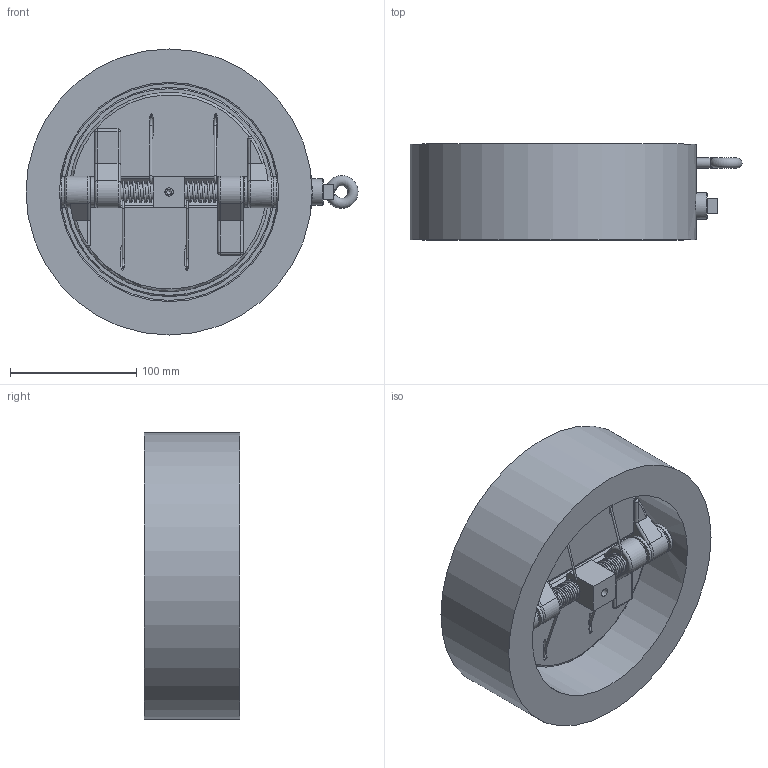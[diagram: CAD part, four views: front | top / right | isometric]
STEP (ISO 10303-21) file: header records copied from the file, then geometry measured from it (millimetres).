
FILE_DESCRIPTION((''),'2;1');
FILE_NAME('98100258.stp','2008-10-14T09:44:15',('hecker'),(''),'Autodesk Inventor 2008','Autodesk Inventor 2008','');
FILE_SCHEMA(('AUTOMOTIVE_DESIGN { 1 0 10303 214 1 1 1 1 }'));
Length unit declared in the file: millimetre
Products named in the file (1): 98100258
Bounding box: 263.37 x 76 x 227 mm (x, y, z)
Volume: 1983535 mm3; surface area: 212402.4 mm2
Topology: 1 solids, 1 shells, 230 faces, 560 edges, 353 vertices
Faces by surface type: plane 92, cylinder 80, torus 27, bspline 20, sphere 6, cone 5
Full cylindrical faces by diameter (mm): 1.6 x8, 8 x1, 12 x2, 15.44 x3, 16.148 x3, 20.96 x1, 24 x4, 25 x2, 174 x1, 227 x1
Entity records: 14833 total; most frequent: CARTESIAN_POINT 9414, DIRECTION 1090, ORIENTED_EDGE 994, EDGE_CURVE 497, AXIS2_PLACEMENT_3D 448, VERTEX_POINT 342, EDGE_LOOP 317, FACE_OUTER_BOUND 230
